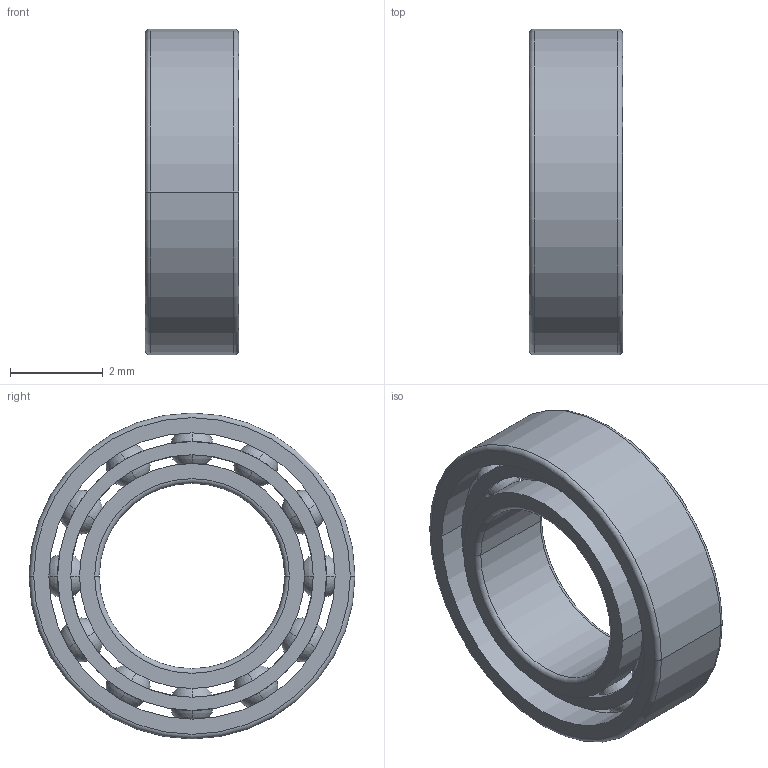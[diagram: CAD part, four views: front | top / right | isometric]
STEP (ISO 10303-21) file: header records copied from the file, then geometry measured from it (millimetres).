
FILE_DESCRIPTION((''),'2;1');
FILE_NAME('SMR74','2018-08-06T',('SYSTEM'),(''),'PRO/ENGINEER BY PARAMETRIC TECHNOLOGY CORPORATION, 2016360','PRO/ENGINEER BY PARAMETRIC TECHNOLOGY CORPORATION, 2016360','');
FILE_SCHEMA(('AUTOMOTIVE_DESIGN { 1 0 10303 214 1 1 1 1 }'));
Length unit declared in the file: inch
Products named in the file (1): SMR74
Bounding box: 2.01 x 7.01 x 7.01 mm (x, y, z)
Volume: 35.8 mm3; surface area: 226.4 mm2
Topology: 3 solids, 3 shells, 82 faces, 216 edges, 112 vertices
Faces by surface type: sphere 48, cylinder 16, torus 12, plane 6
Entity records: 3102 total; most frequent: CARTESIAN_POINT 1190, DIRECTION 384, ORIENTED_EDGE 336, AXIS2_PLACEMENT_3D 182, EDGE_CURVE 168, VERTEX_POINT 112, EDGE_LOOP 108, CIRCLE 100
